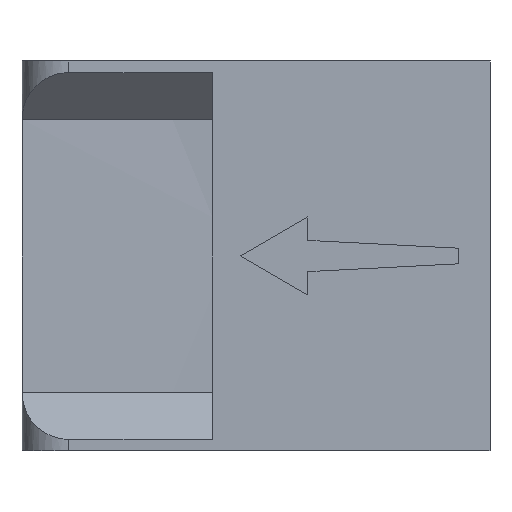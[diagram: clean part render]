
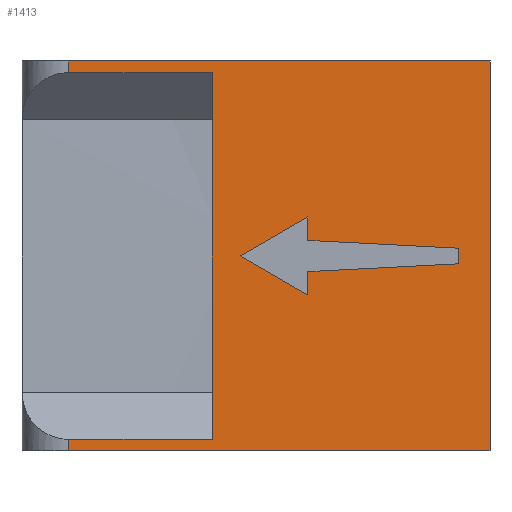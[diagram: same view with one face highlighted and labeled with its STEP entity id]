
A CAD part, front view. The second image highlights one B-rep face of the part: STEP entity #1413.
In plain terms, the highlighted planar face has unit normal (0, -1, 0).
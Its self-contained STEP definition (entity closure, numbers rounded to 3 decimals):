
#20=DIRECTION('',(1.,0.,0.));
#21=VECTOR('',#20,27.);
#22=CARTESIAN_POINT('',(3.,-9.,0.));
#23=LINE('',#22,#21);
#64=DIRECTION('',(0.,0.,1.));
#65=VECTOR('',#64,25.);
#66=CARTESIAN_POINT('',(30.,-9.,0.));
#67=LINE('',#66,#65);
#94=CARTESIAN_POINT('',(3.,-9.,24.25));
#387=DIRECTION('',(1.,0.,0.));
#388=VECTOR('',#387,27.);
#389=CARTESIAN_POINT('',(3.,-9.,25.));
#390=LINE('',#389,#388);
#404=DIRECTION('',(0.,0.,-1.));
#405=VECTOR('',#404,0.75);
#406=CARTESIAN_POINT('',(3.,-9.,25.));
#407=LINE('',#406,#405);
#408=DIRECTION('',(0.,0.,-1.));
#409=VECTOR('',#408,0.75);
#410=CARTESIAN_POINT('',(3.,-9.,0.75));
#411=LINE('',#410,#409);
#412=DIRECTION('',(-1.,0.,0.));
#413=VECTOR('',#412,9.2);
#414=CARTESIAN_POINT('',(12.2,-9.,0.75));
#415=LINE('',#414,#413);
#416=DIRECTION('',(1.,0.,0.));
#417=VECTOR('',#416,9.2);
#418=CARTESIAN_POINT('',(3.,-9.,24.25));
#419=LINE('',#418,#417);
#420=DIRECTION('',(0.866,0.,-0.5));
#421=VECTOR('',#420,5.);
#422=CARTESIAN_POINT('',(14.,-9.,12.5));
#423=LINE('',#422,#421);
#424=DIRECTION('',(0.,0.,1.));
#425=VECTOR('',#424,1.5);
#426=CARTESIAN_POINT('',(18.33,-9.,10.));
#427=LINE('',#426,#425);
#428=DIRECTION('',(0.999,0.,0.052));
#429=VECTOR('',#428,9.683);
#430=CARTESIAN_POINT('',(18.33,-9.,11.5));
#431=LINE('',#430,#429);
#432=DIRECTION('',(0.,0.,1.));
#433=VECTOR('',#432,1.);
#434=CARTESIAN_POINT('',(28.,-9.,12.));
#435=LINE('',#434,#433);
#436=DIRECTION('',(-0.999,0.,0.052));
#437=VECTOR('',#436,9.683);
#438=CARTESIAN_POINT('',(28.,-9.,13.));
#439=LINE('',#438,#437);
#440=DIRECTION('',(0.,0.,1.));
#441=VECTOR('',#440,1.5);
#442=CARTESIAN_POINT('',(18.33,-9.,13.5));
#443=LINE('',#442,#441);
#444=DIRECTION('',(-0.866,0.,-0.5));
#445=VECTOR('',#444,5.);
#446=CARTESIAN_POINT('',(18.33,-9.,15.));
#447=LINE('',#446,#445);
#456=CARTESIAN_POINT('',(3.,-9.,0.75));
#556=DIRECTION('',(0.,0.,-1.));
#557=VECTOR('',#556,23.5);
#558=CARTESIAN_POINT('',(12.2,-9.,24.25));
#559=LINE('',#558,#557);
#696=CARTESIAN_POINT('',(30.,-9.,0.));
#697=CARTESIAN_POINT('',(30.,-9.,25.));
#698=VERTEX_POINT('',#696);
#699=VERTEX_POINT('',#697);
#723=CARTESIAN_POINT('',(12.2,-9.,0.75));
#724=VERTEX_POINT('',#723);
#727=CARTESIAN_POINT('',(12.2,-9.,24.25));
#729=VERTEX_POINT('',#727);
#800=VERTEX_POINT('',#94);
#804=CARTESIAN_POINT('',(3.,-9.,25.));
#805=VERTEX_POINT('',#804);
#806=CARTESIAN_POINT('',(3.,-9.,0.));
#808=VERTEX_POINT('',#806);
#812=VERTEX_POINT('',#456);
#827=CARTESIAN_POINT('',(14.,-9.,12.5));
#828=CARTESIAN_POINT('',(18.33,-9.,10.));
#829=VERTEX_POINT('',#827);
#830=VERTEX_POINT('',#828);
#831=CARTESIAN_POINT('',(18.33,-9.,11.5));
#832=VERTEX_POINT('',#831);
#833=CARTESIAN_POINT('',(28.,-9.,12.));
#834=VERTEX_POINT('',#833);
#835=CARTESIAN_POINT('',(28.,-9.,13.));
#836=VERTEX_POINT('',#835);
#837=CARTESIAN_POINT('',(18.33,-9.,13.5));
#838=VERTEX_POINT('',#837);
#839=CARTESIAN_POINT('',(18.33,-9.,15.));
#840=VERTEX_POINT('',#839);
#1379=CARTESIAN_POINT('',(0.,-9.,0.));
#1380=DIRECTION('',(0.,-1.,0.));
#1381=DIRECTION('',(1.,0.,0.));
#1382=AXIS2_PLACEMENT_3D('',#1379,#1380,#1381);
#1383=PLANE('',#1382);
#1384=ORIENTED_EDGE('',*,*,#1025,.F.);
#1385=ORIENTED_EDGE('',*,*,#1371,.T.);
#1386=ORIENTED_EDGE('',*,*,#943,.F.);
#1387=ORIENTED_EDGE('',*,*,#906,.F.);
#1389=ORIENTED_EDGE('',*,*,#1388,.F.);
#1391=ORIENTED_EDGE('',*,*,#1390,.F.);
#1393=ORIENTED_EDGE('',*,*,#1392,.F.);
#1394=ORIENTED_EDGE('',*,*,#1005,.F.);
#1395=EDGE_LOOP('',(#1384,#1385,#1386,#1387,#1389,#1391,#1393,#1394));
#1396=FACE_OUTER_BOUND('',#1395,.F.);
#1398=ORIENTED_EDGE('',*,*,#1397,.T.);
#1400=ORIENTED_EDGE('',*,*,#1399,.T.);
#1402=ORIENTED_EDGE('',*,*,#1401,.T.);
#1404=ORIENTED_EDGE('',*,*,#1403,.T.);
#1406=ORIENTED_EDGE('',*,*,#1405,.T.);
#1408=ORIENTED_EDGE('',*,*,#1407,.T.);
#1410=ORIENTED_EDGE('',*,*,#1409,.T.);
#1411=EDGE_LOOP('',(#1398,#1400,#1402,#1404,#1406,#1408,#1410));
#1412=FACE_BOUND('',#1411,.F.);
#1413=ADVANCED_FACE('',(#1396,#1412),#1383,.T.);
#906=EDGE_CURVE('',#808,#698,#23,.T.);
#943=EDGE_CURVE('',#698,#699,#67,.T.);
#1005=EDGE_CURVE('',#800,#729,#419,.T.);
#1025=EDGE_CURVE('',#805,#800,#407,.T.);
#1371=EDGE_CURVE('',#805,#699,#390,.T.);
#1388=EDGE_CURVE('',#812,#808,#411,.T.);
#1390=EDGE_CURVE('',#724,#812,#415,.T.);
#1392=EDGE_CURVE('',#729,#724,#559,.T.);
#1397=EDGE_CURVE('',#829,#830,#423,.T.);
#1399=EDGE_CURVE('',#830,#832,#427,.T.);
#1401=EDGE_CURVE('',#832,#834,#431,.T.);
#1403=EDGE_CURVE('',#834,#836,#435,.T.);
#1405=EDGE_CURVE('',#836,#838,#439,.T.);
#1407=EDGE_CURVE('',#838,#840,#443,.T.);
#1409=EDGE_CURVE('',#840,#829,#447,.T.);
